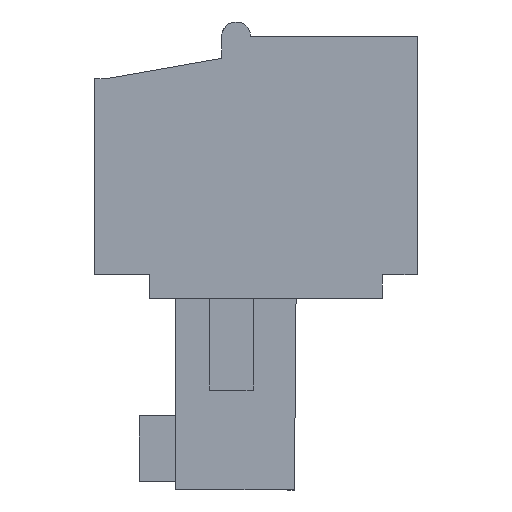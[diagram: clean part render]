
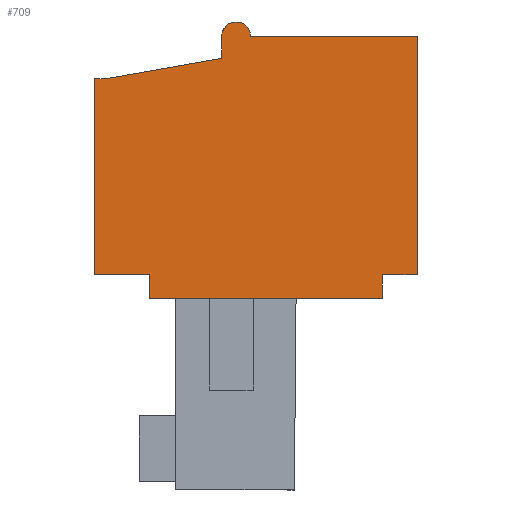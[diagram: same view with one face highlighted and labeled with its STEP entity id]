
A CAD part, left-side view. The second image highlights one B-rep face of the part: STEP entity #709.
In plain terms, the highlighted planar face has unit normal (-1, 0, 0).
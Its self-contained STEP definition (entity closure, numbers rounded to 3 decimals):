
#625=AXIS2_PLACEMENT_3D('Plane Axis2P3D',#622,#623,#624) ;
#643=AXIS2_PLACEMENT_3D('Circle Axis2P3D',#641,#642,$) ;
#40=CARTESIAN_POINT('Vertex',(0.,1.2,7.4)) ;
#45=CARTESIAN_POINT('Line Origine',(0.,1.2,7.)) ;
#49=CARTESIAN_POINT('Vertex',(0.,1.2,6.6)) ;
#530=CARTESIAN_POINT('Vertex',(0.,0.,7.4)) ;
#533=CARTESIAN_POINT('Line Origine',(0.,0.6,7.4)) ;
#622=CARTESIAN_POINT('Axis2P3D Location',(0.,0.,0.)) ;
#627=CARTESIAN_POINT('Line Origine',(0.,0.,11.5)) ;
#631=CARTESIAN_POINT('Vertex',(0.,0.,15.6)) ;
#634=CARTESIAN_POINT('Line Origine',(0.,2.865,15.6)) ;
#638=CARTESIAN_POINT('Vertex',(0.,5.73,15.6)) ;
#641=CARTESIAN_POINT('Axis2P3D Location',(0.,6.23,15.6)) ;
#645=CARTESIAN_POINT('Vertex',(0.,6.73,15.6)) ;
#648=CARTESIAN_POINT('Line Origine',(0.,6.73,15.225)) ;
#652=CARTESIAN_POINT('Vertex',(0.,6.73,14.85)) ;
#655=CARTESIAN_POINT('Line Origine',(0.,8.715,14.5)) ;
#659=CARTESIAN_POINT('Vertex',(0.,10.7,14.15)) ;
#662=CARTESIAN_POINT('Line Origine',(0.,10.9,14.15)) ;
#666=CARTESIAN_POINT('Vertex',(0.,11.1,14.15)) ;
#669=CARTESIAN_POINT('Line Origine',(0.,11.1,10.775)) ;
#673=CARTESIAN_POINT('Vertex',(0.,11.1,7.4)) ;
#676=CARTESIAN_POINT('Line Origine',(0.,10.15,7.4)) ;
#680=CARTESIAN_POINT('Vertex',(0.,9.2,7.4)) ;
#683=CARTESIAN_POINT('Line Origine',(0.,9.2,7.)) ;
#687=CARTESIAN_POINT('Vertex',(0.,9.2,6.6)) ;
#690=CARTESIAN_POINT('Line Origine',(0.,5.2,6.6)) ;
#46=DIRECTION('Vector Direction',(0.,0.,-1.)) ;
#534=DIRECTION('Vector Direction',(0.,1.,0.)) ;
#623=DIRECTION('Axis2P3D Direction',(-1.,0.,0.)) ;
#624=DIRECTION('Axis2P3D XDirection',(0.,0.,1.)) ;
#628=DIRECTION('Vector Direction',(0.,0.,-1.)) ;
#635=DIRECTION('Vector Direction',(0.,-1.,0.)) ;
#642=DIRECTION('Axis2P3D Direction',(-1.,0.,0.)) ;
#649=DIRECTION('Vector Direction',(0.,0.,1.)) ;
#656=DIRECTION('Vector Direction',(0.,-0.985,0.174)) ;
#663=DIRECTION('Vector Direction',(0.,-1.,0.)) ;
#670=DIRECTION('Vector Direction',(0.,0.,1.)) ;
#677=DIRECTION('Vector Direction',(0.,1.,0.)) ;
#684=DIRECTION('Vector Direction',(0.,0.,1.)) ;
#691=DIRECTION('Vector Direction',(0.,1.,0.)) ;
#47=VECTOR('Line Direction',#46,1.) ;
#535=VECTOR('Line Direction',#534,1.) ;
#629=VECTOR('Line Direction',#628,1.) ;
#636=VECTOR('Line Direction',#635,1.) ;
#650=VECTOR('Line Direction',#649,1.) ;
#657=VECTOR('Line Direction',#656,1.) ;
#664=VECTOR('Line Direction',#663,1.) ;
#671=VECTOR('Line Direction',#670,1.) ;
#678=VECTOR('Line Direction',#677,1.) ;
#685=VECTOR('Line Direction',#684,1.) ;
#692=VECTOR('Line Direction',#691,1.) ;
#696=ORIENTED_EDGE('',*,*,#633,.T.) ;
#697=ORIENTED_EDGE('',*,*,#640,.T.) ;
#698=ORIENTED_EDGE('',*,*,#647,.T.) ;
#699=ORIENTED_EDGE('',*,*,#654,.T.) ;
#700=ORIENTED_EDGE('',*,*,#661,.T.) ;
#701=ORIENTED_EDGE('',*,*,#668,.T.) ;
#702=ORIENTED_EDGE('',*,*,#675,.T.) ;
#703=ORIENTED_EDGE('',*,*,#682,.T.) ;
#704=ORIENTED_EDGE('',*,*,#689,.T.) ;
#705=ORIENTED_EDGE('',*,*,#694,.T.) ;
#706=ORIENTED_EDGE('',*,*,#51,.T.) ;
#707=ORIENTED_EDGE('',*,*,#537,.T.) ;
#709=ADVANCED_FACE('HOUSING',(#708),#626,.T.) ;
#644=CIRCLE('generated circle',#643,0.5) ;
#51=EDGE_CURVE('',#50,#41,#48,.F.) ;
#537=EDGE_CURVE('',#41,#531,#536,.F.) ;
#633=EDGE_CURVE('',#531,#632,#630,.F.) ;
#640=EDGE_CURVE('',#632,#639,#637,.F.) ;
#647=EDGE_CURVE('',#639,#646,#644,.T.) ;
#654=EDGE_CURVE('',#646,#653,#651,.F.) ;
#661=EDGE_CURVE('',#653,#660,#658,.F.) ;
#668=EDGE_CURVE('',#660,#667,#665,.F.) ;
#675=EDGE_CURVE('',#667,#674,#672,.F.) ;
#682=EDGE_CURVE('',#674,#681,#679,.F.) ;
#689=EDGE_CURVE('',#681,#688,#686,.F.) ;
#694=EDGE_CURVE('',#688,#50,#693,.F.) ;
#695=EDGE_LOOP('',(#696,#697,#698,#699,#700,#701,#702,#703,#704,#705,#706,#707)) ;
#708=FACE_OUTER_BOUND('',#695,.T.) ;
#48=LINE('Line',#45,#47) ;
#536=LINE('Line',#533,#535) ;
#630=LINE('Line',#627,#629) ;
#637=LINE('Line',#634,#636) ;
#651=LINE('Line',#648,#650) ;
#658=LINE('Line',#655,#657) ;
#665=LINE('Line',#662,#664) ;
#672=LINE('Line',#669,#671) ;
#679=LINE('Line',#676,#678) ;
#686=LINE('Line',#683,#685) ;
#693=LINE('Line',#690,#692) ;
#626=PLANE('',#625) ;
#41=VERTEX_POINT('',#40) ;
#50=VERTEX_POINT('',#49) ;
#531=VERTEX_POINT('',#530) ;
#632=VERTEX_POINT('',#631) ;
#639=VERTEX_POINT('',#638) ;
#646=VERTEX_POINT('',#645) ;
#653=VERTEX_POINT('',#652) ;
#660=VERTEX_POINT('',#659) ;
#667=VERTEX_POINT('',#666) ;
#674=VERTEX_POINT('',#673) ;
#681=VERTEX_POINT('',#680) ;
#688=VERTEX_POINT('',#687) ;
